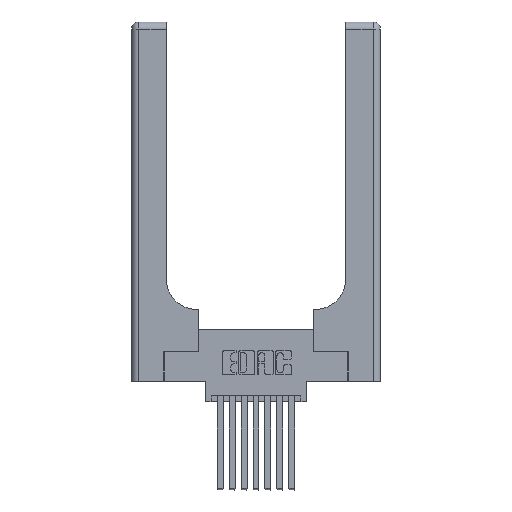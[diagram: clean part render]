
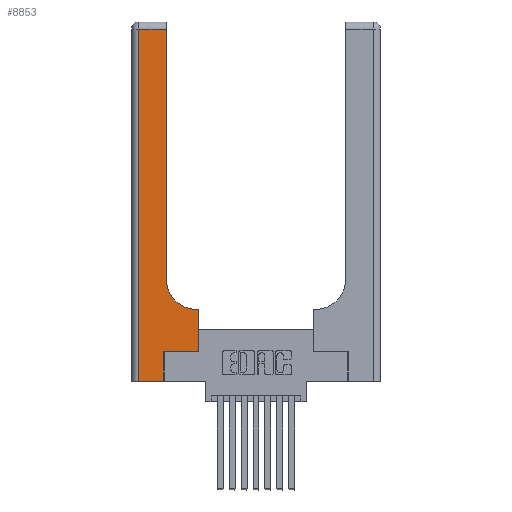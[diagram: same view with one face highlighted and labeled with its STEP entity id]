
A CAD part, top view. The second image highlights one B-rep face of the part: STEP entity #8853.
In plain terms, the highlighted planar face has unit normal (0, 0, 1).
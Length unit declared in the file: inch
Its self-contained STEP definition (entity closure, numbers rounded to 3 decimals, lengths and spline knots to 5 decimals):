
#19 = DIRECTION ( 'NONE',  ( 1., 0., 0. ) ) ;
#21 = DIRECTION ( 'NONE',  ( 0., 0., -1. ) ) ;
#56 = CARTESIAN_POINT ( 'NONE',  ( 0.5415, 0.85, 0.37 ) ) ;
#226 = AXIS2_PLACEMENT_3D ( 'NONE', #56, #21, #19 ) ;
#392 = FACE_OUTER_BOUND ( 'NONE', #13034, .T. ) ;
#411 = CARTESIAN_POINT ( 'NONE',  ( 0.2915, 0.6, 0.37 ) ) ;
#741 = ORIENTED_EDGE ( 'NONE', *, *, #14092, .T. ) ;
#892 = VERTEX_POINT ( 'NONE', #12551 ) ;
#1132 = VERTEX_POINT ( 'NONE', #7546 ) ;
#1286 = CARTESIAN_POINT ( 'NONE',  ( 0.269, 0.25, 0.37 ) ) ;
#1507 = ORIENTED_EDGE ( 'NONE', *, *, #7965, .T. ) ;
#1672 = ORIENTED_EDGE ( 'NONE', *, *, #8478, .T. ) ;
#2143 = LINE ( 'NONE', #7316, #8077 ) ;
#2272 = DIRECTION ( 'NONE',  ( 0., 0., -1. ) ) ;
#2478 = DIRECTION ( 'NONE',  ( 1., 0., 0. ) ) ;
#2849 = LINE ( 'NONE', #411, #15044 ) ;
#3302 = EDGE_CURVE ( 'NONE', #9653, #10213, #5247, .T. ) ;
#3546 = ORIENTED_EDGE ( 'NONE', *, *, #5402, .T. ) ;
#3963 = DIRECTION ( 'NONE',  ( 0., 1., 0. ) ) ;
#4005 = VERTEX_POINT ( 'NONE', #12325 ) ;
#4070 = CARTESIAN_POINT ( 'NONE',  ( 0.06, 3., 0.37 ) ) ;
#4430 = VECTOR ( 'NONE', #12093, 39.37008 ) ;
#4447 = VECTOR ( 'NONE', #11782, 39.37008 ) ;
#4892 = EDGE_CURVE ( 'NONE', #14631, #1132, #10751, .T. ) ;
#4894 = CARTESIAN_POINT ( 'NONE',  ( 0.269, 0.25, 0.37 ) ) ;
#5247 = CIRCLE ( 'NONE', #226, 0.25 ) ;
#5387 = VECTOR ( 'NONE', #2478, 39.37008 ) ;
#5402 = EDGE_CURVE ( 'NONE', #6296, #10591, #14936, .T. ) ;
#5609 = ORIENTED_EDGE ( 'NONE', *, *, #14861, .T. ) ;
#6296 = VERTEX_POINT ( 'NONE', #6714 ) ;
#6714 = CARTESIAN_POINT ( 'NONE',  ( 0.269, 0., 0.37 ) ) ;
#7110 = EDGE_CURVE ( 'NONE', #9063, #6296, #2143, .T. ) ;
#7287 = CARTESIAN_POINT ( 'NONE',  ( 0.2915, 2.94, 0.37 ) ) ;
#7316 = CARTESIAN_POINT ( 'NONE',  ( 0., 0., 0.37 ) ) ;
#7394 = VECTOR ( 'NONE', #3963, 39.37008 ) ;
#7530 = CARTESIAN_POINT ( 'NONE',  ( 0.2915, 3., 0.37 ) ) ;
#7546 = CARTESIAN_POINT ( 'NONE',  ( 0.06, 2.94, 0.37 ) ) ;
#7600 = DIRECTION ( 'NONE',  ( -1., 0., 0. ) ) ;
#7671 = CARTESIAN_POINT ( 'NONE',  ( 0.2915, 0.85, 0.37 ) ) ;
#7965 = EDGE_CURVE ( 'NONE', #892, #9653, #2849, .T. ) ;
#8031 = VECTOR ( 'NONE', #8708, 39.37008 ) ;
#8077 = VECTOR ( 'NONE', #14373, 39.37008 ) ;
#8166 = AXIS2_PLACEMENT_3D ( 'NONE', #9375, #2272, #10565 ) ;
#8181 = ORIENTED_EDGE ( 'NONE', *, *, #3302, .T. ) ;
#8238 = CARTESIAN_POINT ( 'NONE',  ( 0., 2.94, 0.37 ) ) ;
#8478 = EDGE_CURVE ( 'NONE', #10213, #14631, #14671, .T. ) ;
#8479 = CARTESIAN_POINT ( 'NONE',  ( 0.06, 0., 0.37 ) ) ;
#8708 = DIRECTION ( 'NONE',  ( 0., 1., 0. ) ) ;
#8853 = ADVANCED_FACE ( 'NONE', ( #392 ), #12902, .F. ) ;
#9063 = VERTEX_POINT ( 'NONE', #8479 ) ;
#9375 = CARTESIAN_POINT ( 'NONE',  ( 0., 3., 0.37 ) ) ;
#9653 = VERTEX_POINT ( 'NONE', #12223 ) ;
#9973 = DIRECTION ( 'NONE',  ( 0., -1., 0. ) ) ;
#10213 = VERTEX_POINT ( 'NONE', #7671 ) ;
#10225 = ORIENTED_EDGE ( 'NONE', *, *, #11869, .T. ) ;
#10565 = DIRECTION ( 'NONE',  ( -1., 0., 0. ) ) ;
#10591 = VERTEX_POINT ( 'NONE', #4894 ) ;
#10751 = LINE ( 'NONE', #8238, #4447 ) ;
#10884 = CARTESIAN_POINT ( 'NONE',  ( 0.269, 0., 0.37 ) ) ;
#11290 = LINE ( 'NONE', #12273, #7394 ) ;
#11685 = LINE ( 'NONE', #1286, #5387 ) ;
#11782 = DIRECTION ( 'NONE',  ( -1., 0., 0. ) ) ;
#11869 = EDGE_CURVE ( 'NONE', #4005, #892, #11290, .T. ) ;
#12093 = DIRECTION ( 'NONE',  ( 0., 1., 0. ) ) ;
#12223 = CARTESIAN_POINT ( 'NONE',  ( 0.5415, 0.6, 0.37 ) ) ;
#12273 = CARTESIAN_POINT ( 'NONE',  ( 0.5585, 0.25, 0.37 ) ) ;
#12325 = CARTESIAN_POINT ( 'NONE',  ( 0.5585, 0.25, 0.37 ) ) ;
#12551 = CARTESIAN_POINT ( 'NONE',  ( 0.5585, 0.6, 0.37 ) ) ;
#12574 = LINE ( 'NONE', #4070, #14217 ) ;
#12902 = PLANE ( 'NONE',  #8166 ) ;
#13034 = EDGE_LOOP ( 'NONE', ( #1672, #14628, #5609, #15360, #3546, #741, #10225, #1507, #8181 ) ) ;
#14092 = EDGE_CURVE ( 'NONE', #10591, #4005, #11685, .T. ) ;
#14217 = VECTOR ( 'NONE', #9973, 39.37008 ) ;
#14373 = DIRECTION ( 'NONE',  ( 1., 0., 0. ) ) ;
#14628 = ORIENTED_EDGE ( 'NONE', *, *, #4892, .T. ) ;
#14631 = VERTEX_POINT ( 'NONE', #7287 ) ;
#14671 = LINE ( 'NONE', #7530, #8031 ) ;
#14861 = EDGE_CURVE ( 'NONE', #1132, #9063, #12574, .T. ) ;
#14936 = LINE ( 'NONE', #10884, #4430 ) ;
#15044 = VECTOR ( 'NONE', #7600, 39.37008 ) ;
#15360 = ORIENTED_EDGE ( 'NONE', *, *, #7110, .T. ) ;
